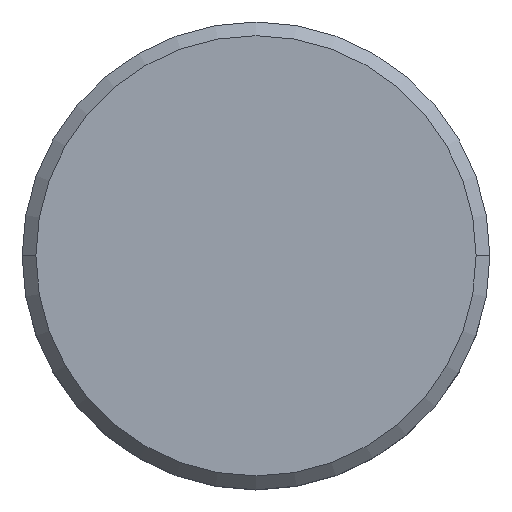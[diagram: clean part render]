
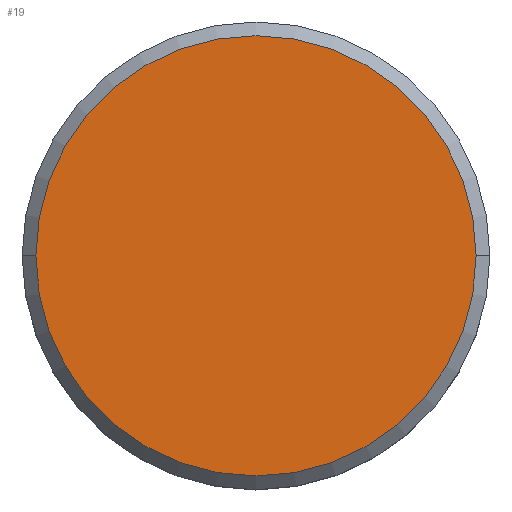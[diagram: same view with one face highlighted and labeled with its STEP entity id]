
A CAD part, top view. The second image highlights one B-rep face of the part: STEP entity #19.
In plain terms, the highlighted planar face has unit normal (0, 0, 1).
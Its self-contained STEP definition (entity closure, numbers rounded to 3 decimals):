
#19 = ADVANCED_FACE ( 'NONE', ( #470 ), #79, .T. ) ;
#45 = AXIS2_PLACEMENT_3D ( 'NONE', #992, #225, #412 ) ;
#51 = CARTESIAN_POINT ( 'NONE',  ( 0., 0., 0. ) ) ;
#79 = PLANE ( 'NONE',  #254 ) ;
#90 = EDGE_CURVE ( 'NONE', #138, #118, #141, .T. ) ;
#118 = VERTEX_POINT ( 'NONE', #153 ) ;
#138 = VERTEX_POINT ( 'NONE', #430 ) ;
#141 = CIRCLE ( 'NONE', #176, 8. ) ;
#153 = CARTESIAN_POINT ( 'NONE',  ( 8., 0., 0. ) ) ;
#176 = AXIS2_PLACEMENT_3D ( 'NONE', #51, #337, #763 ) ;
#225 = DIRECTION ( 'NONE',  ( 0., 0., 1. ) ) ;
#254 = AXIS2_PLACEMENT_3D ( 'NONE', #454, #728, #982 ) ;
#337 = DIRECTION ( 'NONE',  ( 0., 0., 1. ) ) ;
#412 = DIRECTION ( 'NONE',  ( 1., 0., 0. ) ) ;
#430 = CARTESIAN_POINT ( 'NONE',  ( -8., 0., 0. ) ) ;
#431 = CIRCLE ( 'NONE', #45, 8. ) ;
#454 = CARTESIAN_POINT ( 'NONE',  ( 0., 0., 0. ) ) ;
#470 = FACE_OUTER_BOUND ( 'NONE', #717, .T. ) ;
#717 = EDGE_LOOP ( 'NONE', ( #1034, #857 ) ) ;
#718 = EDGE_CURVE ( 'NONE', #118, #138, #431, .T. ) ;
#728 = DIRECTION ( 'NONE',  ( 0., 0., 1. ) ) ;
#763 = DIRECTION ( 'NONE',  ( 1., 0., 0. ) ) ;
#857 = ORIENTED_EDGE ( 'NONE', *, *, #718, .T. ) ;
#982 = DIRECTION ( 'NONE',  ( 1., 0., 0. ) ) ;
#992 = CARTESIAN_POINT ( 'NONE',  ( 0., 0., 0. ) ) ;
#1034 = ORIENTED_EDGE ( 'NONE', *, *, #90, .T. ) ;
